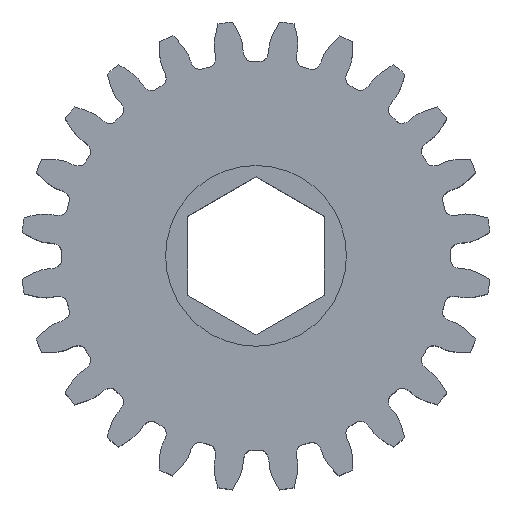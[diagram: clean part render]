
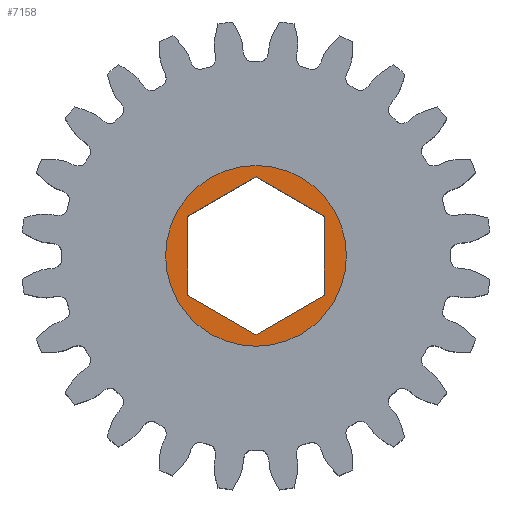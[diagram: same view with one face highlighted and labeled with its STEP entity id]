
A CAD part, top view. The second image highlights one B-rep face of the part: STEP entity #7158.
In plain terms, the highlighted planar face has unit normal (0, 0, 1).
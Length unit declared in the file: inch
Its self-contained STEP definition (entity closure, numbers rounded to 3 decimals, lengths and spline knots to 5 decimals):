
#162 = FACE_OUTER_BOUND ( 'NONE', #562, .T. ) ;
#176 = FACE_BOUND ( 'NONE', #551, .T. ) ;
#220 = VECTOR ( 'NONE', #1262, 39.37008 ) ;
#222 = LINE ( 'NONE', #1261, #220 ) ;
#224 = VECTOR ( 'NONE', #1260, 39.37008 ) ;
#226 = LINE ( 'NONE', #1259, #224 ) ;
#228 = VECTOR ( 'NONE', #1258, 39.37008 ) ;
#229 = LINE ( 'NONE', #1257, #228 ) ;
#231 = VECTOR ( 'NONE', #1212, 39.37008 ) ;
#237 = LINE ( 'NONE', #3566, #238 ) ;
#238 = VECTOR ( 'NONE', #3567, 39.37008 ) ;
#239 = LINE ( 'NONE', #1211, #231 ) ;
#266 = CIRCLE ( 'NONE', #1052, 0.25 ) ;
#271 = CIRCLE ( 'NONE', #1054, 0.25 ) ;
#278 = LINE ( 'NONE', #828, #300 ) ;
#300 = VECTOR ( 'NONE', #830, 39.37008 ) ;
#464 = ORIENTED_EDGE ( 'NONE', *, *, #1115, .T. ) ;
#465 = ORIENTED_EDGE ( 'NONE', *, *, #1086, .T. ) ;
#466 = ORIENTED_EDGE ( 'NONE', *, *, #1079, .T. ) ;
#471 = ORIENTED_EDGE ( 'NONE', *, *, #1116, .T. ) ;
#477 = ORIENTED_EDGE ( 'NONE', *, *, #1113, .T. ) ;
#551 = EDGE_LOOP ( 'NONE', ( #625, #630, #471, #464, #477, #627 ) ) ;
#562 = EDGE_LOOP ( 'NONE', ( #465, #466 ) ) ;
#625 = ORIENTED_EDGE ( 'NONE', *, *, #1107, .T. ) ;
#627 = ORIENTED_EDGE ( 'NONE', *, *, #1072, .T. ) ;
#630 = ORIENTED_EDGE ( 'NONE', *, *, #1119, .T. ) ;
#828 = CARTESIAN_POINT ( 'NONE',  ( 0., -0.21824, 0.249 ) ) ;
#830 = DIRECTION ( 'NONE',  ( -0.866, 0.5, 0. ) ) ;
#887 = CARTESIAN_POINT ( 'NONE',  ( 0., 0., 0.249 ) ) ;
#888 = DIRECTION ( 'NONE',  ( 0., 0., 1. ) ) ;
#889 = DIRECTION ( 'NONE',  ( 1., 0., 0. ) ) ;
#1002 = AXIS2_PLACEMENT_3D ( 'NONE', #5616, #5621, #5622 ) ;
#1052 = AXIS2_PLACEMENT_3D ( 'NONE', #3079, #3081, #3083 ) ;
#1054 = AXIS2_PLACEMENT_3D ( 'NONE', #887, #888, #889 ) ;
#1072 = EDGE_CURVE ( 'NONE', #1722, #1755, #278, .T. ) ;
#1079 = EDGE_CURVE ( 'NONE', #1712, #1736, #271, .T. ) ;
#1086 = EDGE_CURVE ( 'NONE', #1736, #1712, #266, .T. ) ;
#1107 = EDGE_CURVE ( 'NONE', #1755, #1680, #237, .T. ) ;
#1113 = EDGE_CURVE ( 'NONE', #1720, #1722, #239, .T. ) ;
#1115 = EDGE_CURVE ( 'NONE', #1709, #1720, #229, .T. ) ;
#1116 = EDGE_CURVE ( 'NONE', #1703, #1709, #226, .T. ) ;
#1119 = EDGE_CURVE ( 'NONE', #1680, #1703, #222, .T. ) ;
#1211 = CARTESIAN_POINT ( 'NONE',  ( 0.189, -0.10912, 0.249 ) ) ;
#1212 = DIRECTION ( 'NONE',  ( -0.866, -0.5, 0. ) ) ;
#1257 = CARTESIAN_POINT ( 'NONE',  ( 0.189, 0.10912, 0.249 ) ) ;
#1258 = DIRECTION ( 'NONE',  ( 0., -1., 0. ) ) ;
#1259 = CARTESIAN_POINT ( 'NONE',  ( 0., 0.21824, 0.249 ) ) ;
#1260 = DIRECTION ( 'NONE',  ( 0.866, -0.5, 0. ) ) ;
#1261 = CARTESIAN_POINT ( 'NONE',  ( -0.189, 0.10912, 0.249 ) ) ;
#1262 = DIRECTION ( 'NONE',  ( 0.866, 0.5, 0. ) ) ;
#1680 = VERTEX_POINT ( 'NONE', #6845 ) ;
#1703 = VERTEX_POINT ( 'NONE', #6842 ) ;
#1709 = VERTEX_POINT ( 'NONE', #6882 ) ;
#1712 = VERTEX_POINT ( 'NONE', #6885 ) ;
#1720 = VERTEX_POINT ( 'NONE', #6893 ) ;
#1722 = VERTEX_POINT ( 'NONE', #6880 ) ;
#1736 = VERTEX_POINT ( 'NONE', #6908 ) ;
#1755 = VERTEX_POINT ( 'NONE', #6927 ) ;
#3079 = CARTESIAN_POINT ( 'NONE',  ( 0., 0., 0.249 ) ) ;
#3081 = DIRECTION ( 'NONE',  ( 0., 0., 1. ) ) ;
#3083 = DIRECTION ( 'NONE',  ( 1., 0., 0. ) ) ;
#3566 = CARTESIAN_POINT ( 'NONE',  ( -0.189, -0.10912, 0.249 ) ) ;
#3567 = DIRECTION ( 'NONE',  ( 0., 1., 0. ) ) ;
#5616 = CARTESIAN_POINT ( 'NONE',  ( 0., 0., 0.249 ) ) ;
#5619 = PLANE ( 'NONE',  #1002 ) ;
#5621 = DIRECTION ( 'NONE',  ( 0., 0., 1. ) ) ;
#5622 = DIRECTION ( 'NONE',  ( 1., 0., 0. ) ) ;
#6842 = CARTESIAN_POINT ( 'NONE',  ( 0., 0.21824, 0.249 ) ) ;
#6845 = CARTESIAN_POINT ( 'NONE',  ( -0.189, 0.10912, 0.249 ) ) ;
#6880 = CARTESIAN_POINT ( 'NONE',  ( 0., -0.21824, 0.249 ) ) ;
#6882 = CARTESIAN_POINT ( 'NONE',  ( 0.189, 0.10912, 0.249 ) ) ;
#6885 = CARTESIAN_POINT ( 'NONE',  ( 0.25, 0., 0.249 ) ) ;
#6893 = CARTESIAN_POINT ( 'NONE',  ( 0.189, -0.10912, 0.249 ) ) ;
#6908 = CARTESIAN_POINT ( 'NONE',  ( -0.25, 0., 0.249 ) ) ;
#6927 = CARTESIAN_POINT ( 'NONE',  ( -0.189, -0.10912, 0.249 ) ) ;
#7158 = ADVANCED_FACE ( 'NONE', ( #176, #162 ), #5619, .T. ) ;
